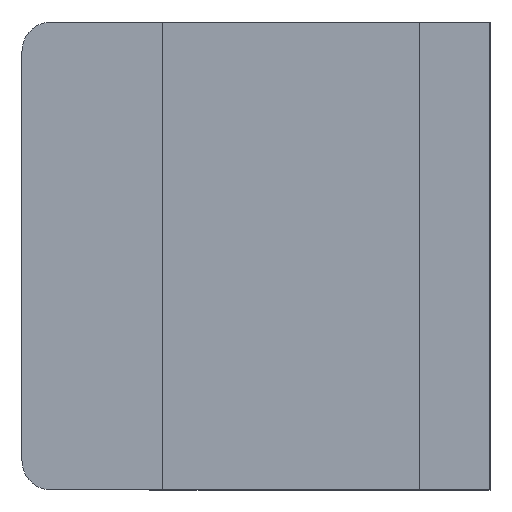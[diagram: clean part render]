
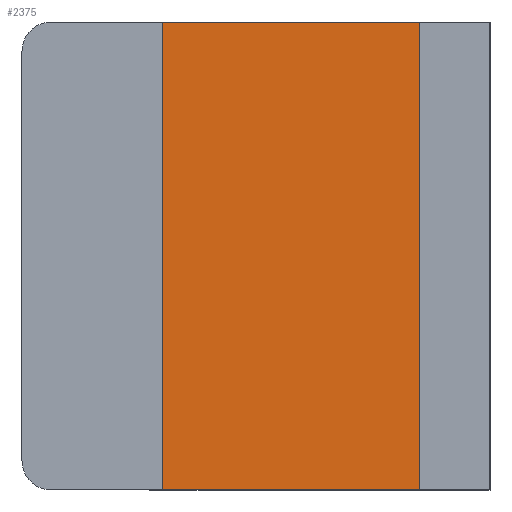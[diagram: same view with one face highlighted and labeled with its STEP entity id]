
A CAD part, left-side view. The second image highlights one B-rep face of the part: STEP entity #2375.
In plain terms, the highlighted planar face has unit normal (-1, 0, 0).
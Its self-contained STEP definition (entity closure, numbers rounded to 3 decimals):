
#5 = EDGE_CURVE ( 'NONE', #4416, #6024, #7920, .T. ) ;
#418 = DIRECTION ( 'NONE',  ( 0., -1., 0. ) ) ;
#549 = VERTEX_POINT ( 'NONE', #7178 ) ;
#805 = CARTESIAN_POINT ( 'NONE',  ( -0.265, -0.17, 0.2 ) ) ;
#1076 = LINE ( 'NONE', #805, #6444 ) ;
#1303 = VECTOR ( 'NONE', #418, 1000. ) ;
#1428 = ORIENTED_EDGE ( 'NONE', *, *, #6577, .F. ) ;
#1690 = VERTEX_POINT ( 'NONE', #7661 ) ;
#2375 = ADVANCED_FACE ( 'NONE', ( #5664 ), #3858, .F. ) ;
#2642 = DIRECTION ( 'NONE',  ( 0., 0., -1. ) ) ;
#2667 = DIRECTION ( 'NONE',  ( 1., 0., 0. ) ) ;
#2797 = VECTOR ( 'NONE', #3691, 1000. ) ;
#3061 = ORIENTED_EDGE ( 'NONE', *, *, #3179, .T. ) ;
#3179 = EDGE_CURVE ( 'NONE', #549, #6024, #3716, .T. ) ;
#3691 = DIRECTION ( 'NONE',  ( 0., 0., 1. ) ) ;
#3716 = LINE ( 'NONE', #8513, #1303 ) ;
#3858 = PLANE ( 'NONE',  #9164 ) ;
#4416 = VERTEX_POINT ( 'NONE', #5136 ) ;
#4420 = EDGE_CURVE ( 'NONE', #549, #1690, #8620, .T. ) ;
#5136 = CARTESIAN_POINT ( 'NONE',  ( -0.265, -0.17, 0.2 ) ) ;
#5425 = DIRECTION ( 'NONE',  ( 0., -1., 0. ) ) ;
#5664 = FACE_OUTER_BOUND ( 'NONE', #9014, .T. ) ;
#6024 = VERTEX_POINT ( 'NONE', #9087 ) ;
#6219 = ORIENTED_EDGE ( 'NONE', *, *, #4420, .F. ) ;
#6444 = VECTOR ( 'NONE', #5425, 1000. ) ;
#6577 = EDGE_CURVE ( 'NONE', #1690, #4416, #1076, .T. ) ;
#7040 = CARTESIAN_POINT ( 'NONE',  ( -0.265, -0.17, 0.2 ) ) ;
#7178 = CARTESIAN_POINT ( 'NONE',  ( -0.265, 0.05, -0.2 ) ) ;
#7596 = VECTOR ( 'NONE', #2642, 1000. ) ;
#7661 = CARTESIAN_POINT ( 'NONE',  ( -0.265, 0.05, 0.2 ) ) ;
#7920 = LINE ( 'NONE', #8578, #7596 ) ;
#8085 = ORIENTED_EDGE ( 'NONE', *, *, #5, .F. ) ;
#8113 = CARTESIAN_POINT ( 'NONE',  ( -0.265, 0.05, -0.2 ) ) ;
#8513 = CARTESIAN_POINT ( 'NONE',  ( -0.265, -0.17, -0.2 ) ) ;
#8578 = CARTESIAN_POINT ( 'NONE',  ( -0.265, -0.17, 0.2 ) ) ;
#8620 = LINE ( 'NONE', #8113, #2797 ) ;
#9014 = EDGE_LOOP ( 'NONE', ( #1428, #6219, #3061, #8085 ) ) ;
#9087 = CARTESIAN_POINT ( 'NONE',  ( -0.265, -0.17, -0.2 ) ) ;
#9124 = DIRECTION ( 'NONE',  ( 0., 0., -1. ) ) ;
#9164 = AXIS2_PLACEMENT_3D ( 'NONE', #7040, #2667, #9124 ) ;
